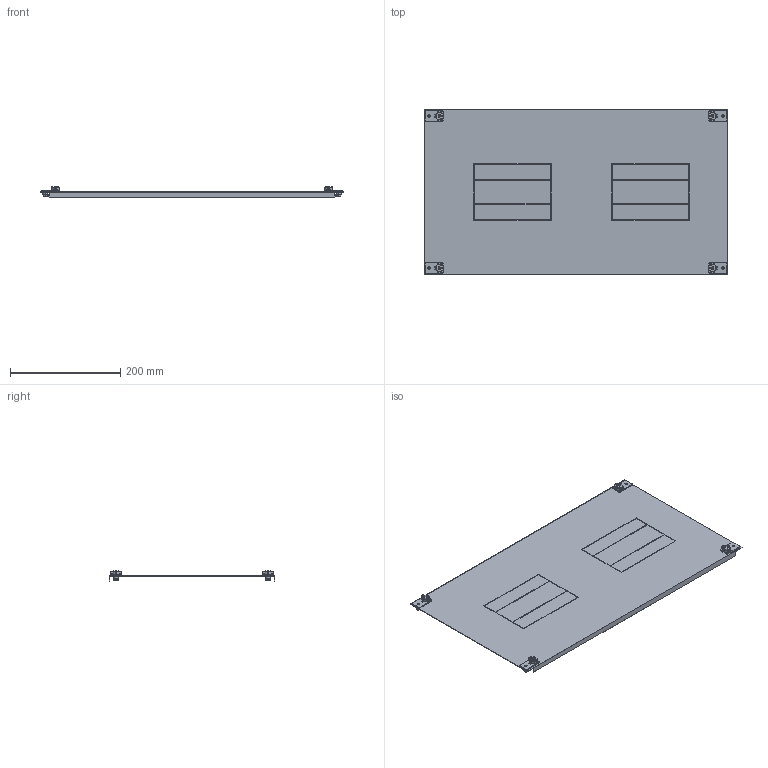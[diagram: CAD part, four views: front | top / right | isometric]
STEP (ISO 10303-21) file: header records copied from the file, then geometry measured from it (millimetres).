
FILE_DESCRIPTION((''),'2;1');
FILE_NAME('001101439_CP_2_2_2_F_ASM','2023-01-24T12:57:13',('klemen.sitar'),('Audax d.o.o.'),'CREO PARAMETRIC BY PTC INC, 2021304','CREO PARAMETRIC BY PTC INC, 2021304','');
FILE_SCHEMA(('AP242_MANAGED_MODEL_BASED_3D_ENGINEERING_MIM_LF { 1 0 10303 442 1 1 4 }'));
Length unit declared in the file: millimetre
Products named in the file (29): PRT0002_1_1_1_1_1_1_2_3_1_1_1_1; PRT0003_1_1_1_1_1_1_2_3_1_1_1_1; BLACK_PIN_ASM_1_ASM_1_ASM_1_A_2_ASM; BLACK_PIN_COLO_ASM_1_ASM_1_AS_2_ASM; ASM0002_ASM_1_ASM_1_1_2_ASM_1_A_ASM; PRT0002_1_1_1_1_1_1_1_1; PRT0002_1_1_1_1_1_1_2_1_1_1_1_1; PRT0003_1_1_1_1_1_1_2_1_1_1_1_1; BLACK_PIN_ASM_1_ASM_1_ASM_1_A_5_ASM; BLACK_PIN_COLO_ASM_1_ASM_1_AS_5_ASM; ASM0002_ASM_1_ASM_1_1_ASM_1_1_A_ASM; 001101436_CP_1_2_F_ASM_1_ASM_1__ASM; 001101436_CP_1_2_F_ASM_1_ASM_1_ASM; 001101436_CP_1_2_F_ASM_1_ASM__1; PRT0002_1_1_1_1_1_1_2_1_1_1_1_3; PRT0003_1_1_1_1_1_1_2_1_1_1_1_3; BLACK_PIN_ASM_1_ASM_1_ASM_1_A_6_ASM; BLACK_PIN_COLO_ASM_1_ASM_1_AS_6_ASM; ASM0002_ASM_1_ASM_1_1_ASM_1_A_2_ASM; PRT0002_1_1_1_1_1_1_2_3_1_1_1_3; PRT0003_1_1_1_1_1_1_2_3_1_1_1_3; BLACK_PIN_ASM_1_ASM_1_ASM_1_A_7_ASM; BLACK_PIN_COLO_ASM_1_ASM_1_AS_7_ASM; ASM0002_ASM_1_ASM_1_1_2_ASM_1_2_ASM; 001101436_CP_1_2_F_ASM_1_1_AS_1_ASM; ASM0001_ASM_1_1_ASM_1_ASM; 001101436_CP_1_2_F_ASM_1_1_ASM__ASM; ASM0001_ASM_1_ASM; 001101439_CP_2_2_2_F_ASM
Assembly tree (28 placements, depth 9):
  001101439_CP_2_2_2_F_ASM
    001101436_CP_1_2_F_ASM_1_ASM_1_ASM
      001101436_CP_1_2_F_ASM_1_ASM_1__ASM
        ASM0002_ASM_1_ASM_1_1_2_ASM_1_A_ASM
          BLACK_PIN_COLO_ASM_1_ASM_1_AS_2_ASM
            BLACK_PIN_ASM_1_ASM_1_ASM_1_A_2_ASM
              PRT0002_1_1_1_1_1_1_2_3_1_1_1_1
              PRT0003_1_1_1_1_1_1_2_3_1_1_1_1
        PRT0002_1_1_1_1_1_1_1_1
        ASM0002_ASM_1_ASM_1_1_ASM_1_1_A_ASM
          BLACK_PIN_COLO_ASM_1_ASM_1_AS_5_ASM
            BLACK_PIN_ASM_1_ASM_1_ASM_1_A_5_ASM
              PRT0002_1_1_1_1_1_1_2_1_1_1_1_1
              PRT0003_1_1_1_1_1_1_2_1_1_1_1_1
    ASM0001_ASM_1_ASM
      001101436_CP_1_2_F_ASM_1_1_ASM__ASM
        001101436_CP_1_2_F_ASM_1_ASM__1
        ASM0001_ASM_1_1_ASM_1_ASM
          001101436_CP_1_2_F_ASM_1_1_AS_1_ASM
            ASM0002_ASM_1_ASM_1_1_ASM_1_A_2_ASM
              BLACK_PIN_COLO_ASM_1_ASM_1_AS_6_ASM
                BLACK_PIN_ASM_1_ASM_1_ASM_1_A_6_ASM
                  PRT0002_1_1_1_1_1_1_2_1_1_1_1_3
                  PRT0003_1_1_1_1_1_1_2_1_1_1_1_3
            ASM0002_ASM_1_ASM_1_1_2_ASM_1_2_ASM
              BLACK_PIN_COLO_ASM_1_ASM_1_AS_7_ASM
                BLACK_PIN_ASM_1_ASM_1_ASM_1_A_7_ASM
                  PRT0002_1_1_1_1_1_1_2_3_1_1_1_3
                  PRT0003_1_1_1_1_1_1_2_3_1_1_1_3
Bounding box: 550 x 300 x 18.6 mm (x, y, z)
Volume: 183880.5 mm3; surface area: 361470.8 mm2
Topology: 14 solids, 14 shells, 392 faces, 1240 edges, 1008 vertices
Faces by surface type: plane 264, cylinder 120, cone 8
Entity records: 29114 total; most frequent: PRESENTATION_LAYER_ASSIGNMENT 5498, CARTESIAN_POINT 3252, DIRECTION 2616, ORIENTED_EDGE 2224, PRESENTATION_STYLE_ASSIGNMENT 1440, STYLED_ITEM 1440, CURVE_STYLE 1426, EDGE_CURVE 1112
